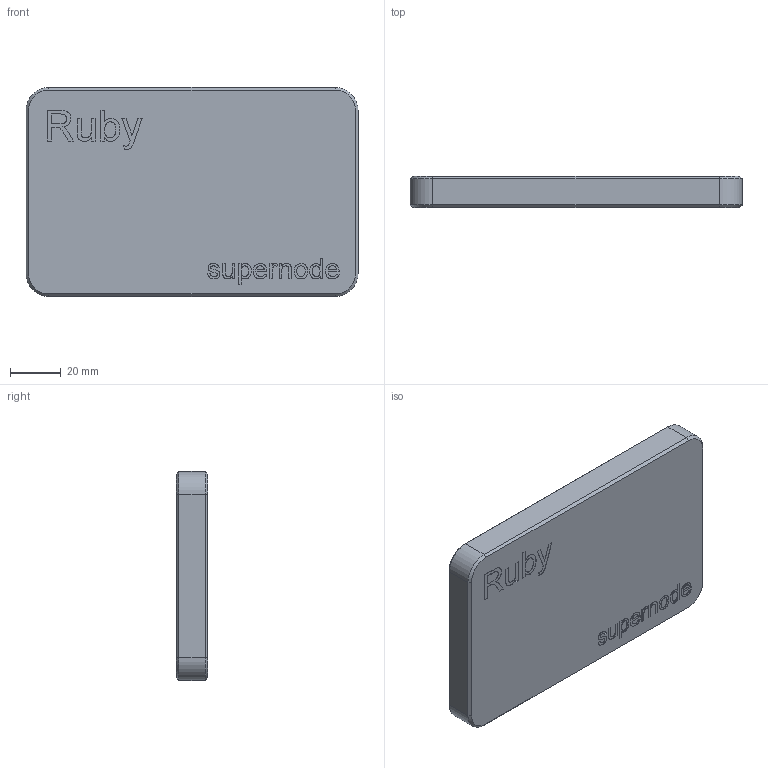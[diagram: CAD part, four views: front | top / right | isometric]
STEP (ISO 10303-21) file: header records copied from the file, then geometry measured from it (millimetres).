
FILE_DESCRIPTION (( 'STEP AP214' ), '1' );
FILE_NAME ('DisplayCoverRuby.STEP', '2025-07-03T22:57:52', ( '' ), ( '' ), 'SwSTEP 2.0', 'SolidWorks 2024', '' );
FILE_SCHEMA (( 'AUTOMOTIVE_DESIGN' ));
Length unit declared in the file: millimetre
Products named in the file (1): DisplayCoverRuby
Bounding box: 130.25 x 12.3 x 82 mm (x, y, z)
Volume: 20117.2 mm3; surface area: 30964.8 mm2
Topology: 1 solids, 1 shells, 260 faces, 676 edges, 440 vertices
Faces by surface type: plane 123, bspline 109, cone 16, cylinder 12
Entity records: 12913 total; most frequent: CARTESIAN_POINT 7246, ORIENTED_EDGE 1352, DIRECTION 802, EDGE_CURVE 676, VERTEX_POINT 440, VECTOR 418, LINE 418, EDGE_LOOP 282
